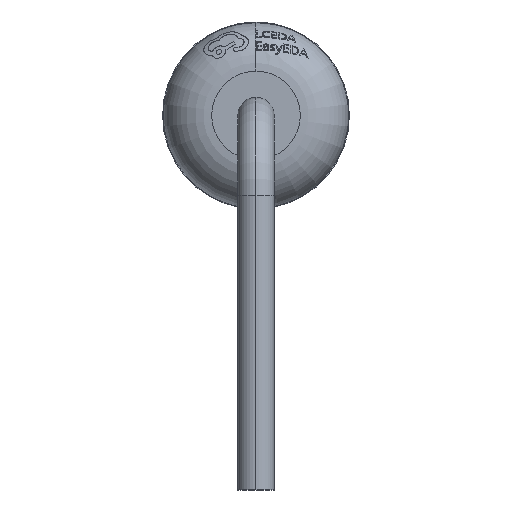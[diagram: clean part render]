
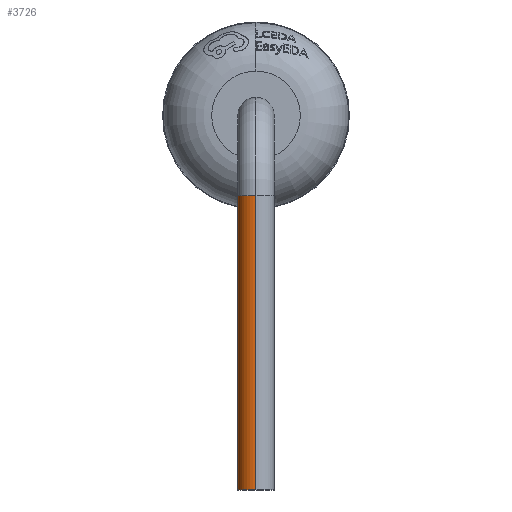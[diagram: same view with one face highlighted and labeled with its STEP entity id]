
A CAD part, left-side view. The second image highlights one B-rep face of the part: STEP entity #3726.
In plain terms, the highlighted cylindrical face has radius 0.225 mm (diameter 0.45 mm), a partial arc.
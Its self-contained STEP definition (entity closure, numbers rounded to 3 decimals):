
#85 = CARTESIAN_POINT ( 'NONE',  ( -5.25, 0., 0.16 ) ) ;
#114 = DIRECTION ( 'NONE',  ( 0., 0., 1. ) ) ;
#883 = ORIENTED_EDGE ( 'NONE', *, *, #6301, .F. ) ;
#1333 = ORIENTED_EDGE ( 'NONE', *, *, #8824, .F. ) ;
#1927 = VERTEX_POINT ( 'NONE', #10081 ) ;
#3067 = FACE_OUTER_BOUND ( 'NONE', #10976, .T. ) ;
#3123 = LINE ( 'NONE', #13351, #6771 ) ;
#3288 = CARTESIAN_POINT ( 'NONE',  ( -5.025, 0., 0.16 ) ) ;
#3726 = ADVANCED_FACE ( 'NONE', ( #3067 ), #5688, .T. ) ;
#4476 = CARTESIAN_POINT ( 'NONE',  ( -5.475, 0., 0.16 ) ) ;
#4522 = AXIS2_PLACEMENT_3D ( 'NONE', #85, #7009, #13073 ) ;
#4870 = CARTESIAN_POINT ( 'NONE',  ( -5.25, 0., -3.49 ) ) ;
#4943 = DIRECTION ( 'NONE',  ( 1., 0., 0. ) ) ;
#5085 = VERTEX_POINT ( 'NONE', #8705 ) ;
#5454 = DIRECTION ( 'NONE',  ( -1., 0., 0. ) ) ;
#5688 = CYLINDRICAL_SURFACE ( 'NONE', #6195, 0.225 ) ;
#6195 = AXIS2_PLACEMENT_3D ( 'NONE', #10322, #15062, #5454 ) ;
#6301 = EDGE_CURVE ( 'NONE', #11634, #15098, #11165, .T. ) ;
#6771 = VECTOR ( 'NONE', #13429, 1000. ) ;
#7009 = DIRECTION ( 'NONE',  ( 0., 0., 1. ) ) ;
#8246 = LINE ( 'NONE', #4476, #12804 ) ;
#8334 = CARTESIAN_POINT ( 'NONE',  ( -5.475, 0., 0.16 ) ) ;
#8705 = CARTESIAN_POINT ( 'NONE',  ( -5.475, 0., -3.49 ) ) ;
#8824 = EDGE_CURVE ( 'NONE', #15098, #5085, #8246, .T. ) ;
#9304 = EDGE_CURVE ( 'NONE', #11634, #1927, #3123, .T. ) ;
#9462 = ORIENTED_EDGE ( 'NONE', *, *, #9304, .T. ) ;
#10081 = CARTESIAN_POINT ( 'NONE',  ( -5.025, 0., -3.49 ) ) ;
#10322 = CARTESIAN_POINT ( 'NONE',  ( -5.25, 0., 0.16 ) ) ;
#10501 = DIRECTION ( 'NONE',  ( 0., 0., -1. ) ) ;
#10976 = EDGE_LOOP ( 'NONE', ( #883, #9462, #11713, #1333 ) ) ;
#11060 = AXIS2_PLACEMENT_3D ( 'NONE', #4870, #114, #4943 ) ;
#11165 = CIRCLE ( 'NONE', #4522, 0.225 ) ;
#11634 = VERTEX_POINT ( 'NONE', #3288 ) ;
#11713 = ORIENTED_EDGE ( 'NONE', *, *, #14127, .T. ) ;
#12804 = VECTOR ( 'NONE', #10501, 1000. ) ;
#13073 = DIRECTION ( 'NONE',  ( 1., 0., 0. ) ) ;
#13351 = CARTESIAN_POINT ( 'NONE',  ( -5.025, 0., 0.16 ) ) ;
#13429 = DIRECTION ( 'NONE',  ( 0., 0., -1. ) ) ;
#14127 = EDGE_CURVE ( 'NONE', #1927, #5085, #14731, .T. ) ;
#14731 = CIRCLE ( 'NONE', #11060, 0.225 ) ;
#15062 = DIRECTION ( 'NONE',  ( 0., 0., -1. ) ) ;
#15098 = VERTEX_POINT ( 'NONE', #8334 ) ;
